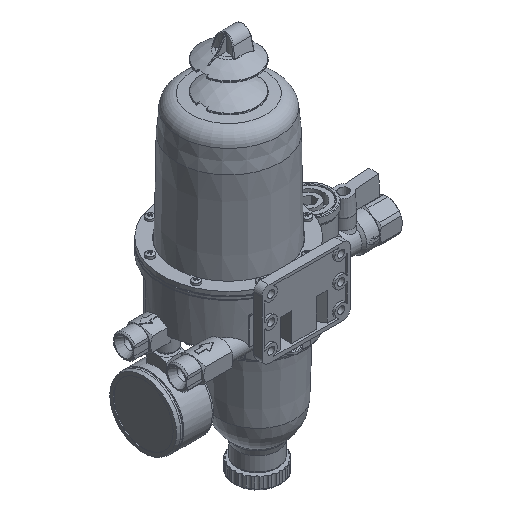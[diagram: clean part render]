
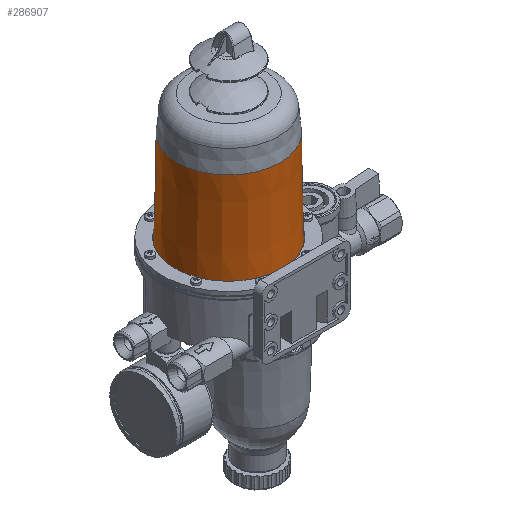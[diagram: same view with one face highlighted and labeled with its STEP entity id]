
A CAD part, isometric view. The second image highlights one B-rep face of the part: STEP entity #286907.
In plain terms, the highlighted conical face has half-angle 1 degrees and reference radius 37.931 mm.
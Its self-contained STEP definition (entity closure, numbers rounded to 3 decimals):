
#98551=CONICAL_SURFACE('',#281142,37.931,1.);
#123895=ORIENTED_EDGE('',*,*,#144438,.T.);
#123896=ORIENTED_EDGE('',*,*,#144439,.F.);
#129917=CIRCLE('',#281141,36.778);
#129918=CIRCLE('',#281143,37.931);
#135695=VERTEX_POINT('',#255695);
#135696=VERTEX_POINT('',#255698);
#144438=EDGE_CURVE('',#135695,#135695,#129917,.T.);
#144439=EDGE_CURVE('',#135696,#135696,#129918,.T.);
#150118=EDGE_LOOP('',(#123895));
#150119=EDGE_LOOP('',(#123896));
#154841=FACE_BOUND('',#150118,.T.);
#154842=FACE_BOUND('',#150119,.T.);
#171538=DIRECTION('',(0.,-1.,0.));
#171539=DIRECTION('',(-36.778,0.,0.));
#171540=DIRECTION('',(0.,-1.,0.));
#171541=DIRECTION('',(-1.,0.,0.));
#171542=DIRECTION('',(0.,-1.,0.));
#171543=DIRECTION('',(-37.931,0.,0.));
#255695=CARTESIAN_POINT('',(476.327,-559.333,0.));
#255696=CARTESIAN_POINT('',(513.105,-559.333,0.));
#255697=CARTESIAN_POINT('',(513.105,-625.359,0.));
#255698=CARTESIAN_POINT('',(475.174,-625.359,0.));
#255699=CARTESIAN_POINT('',(513.105,-625.359,0.));
#281141=AXIS2_PLACEMENT_3D('',#255696,#171538,#171539);
#281142=AXIS2_PLACEMENT_3D('',#255697,#171540,#171541);
#281143=AXIS2_PLACEMENT_3D('',#255699,#171542,#171543);
#286907=ADVANCED_FACE('',(#154841,#154842),#98551,.T.);
